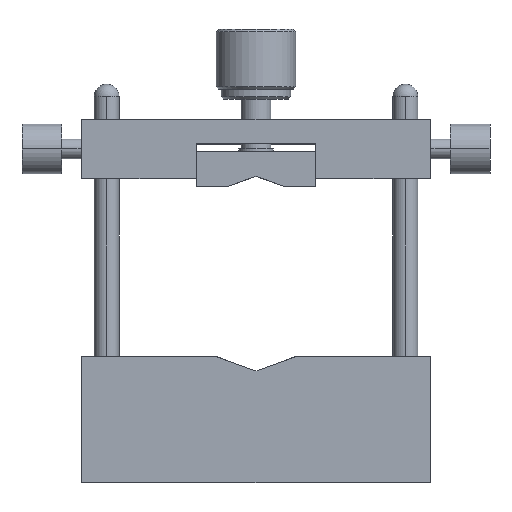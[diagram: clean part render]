
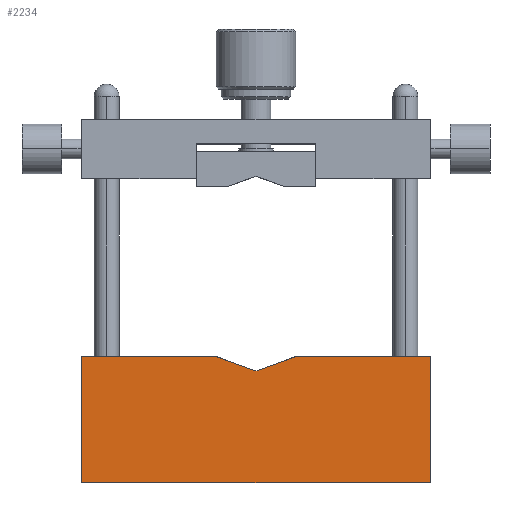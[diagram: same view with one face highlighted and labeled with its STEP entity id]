
A CAD part, top view. The second image highlights one B-rep face of the part: STEP entity #2234.
In plain terms, the highlighted planar face has unit normal (0, 0, 1).
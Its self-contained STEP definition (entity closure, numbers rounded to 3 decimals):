
#207 = VECTOR ( 'NONE', #4037, 1000. ) ;
#211 = VERTEX_POINT ( 'NONE', #4148 ) ;
#249 = CARTESIAN_POINT ( 'NONE',  ( -35., 25.4, 4.75 ) ) ;
#462 = VECTOR ( 'NONE', #2395, 1000. ) ;
#709 = VERTEX_POINT ( 'NONE', #3340 ) ;
#813 = CARTESIAN_POINT ( 'NONE',  ( -35., 25.4, 4.75 ) ) ;
#883 = CARTESIAN_POINT ( 'NONE',  ( 0., 22.4, 4.75 ) ) ;
#921 = EDGE_LOOP ( 'NONE', ( #2630, #4217, #2047, #2748, #4698, #3046, #2017 ) ) ;
#951 = EDGE_CURVE ( 'NONE', #1638, #2372, #4250, .T. ) ;
#1152 = VECTOR ( 'NONE', #4772, 1000. ) ;
#1253 = DIRECTION ( 'NONE',  ( 1., 0., 0. ) ) ;
#1334 = VECTOR ( 'NONE', #2855, 1000. ) ;
#1369 = CARTESIAN_POINT ( 'NONE',  ( 35., 25.4, 4.75 ) ) ;
#1385 = CARTESIAN_POINT ( 'NONE',  ( 8.242, 25.4, 4.75 ) ) ;
#1621 = EDGE_CURVE ( 'NONE', #2086, #4281, #1920, .T. ) ;
#1638 = VERTEX_POINT ( 'NONE', #883 ) ;
#1652 = PLANE ( 'NONE',  #4057 ) ;
#1653 = VECTOR ( 'NONE', #4623, 1000. ) ;
#1871 = CARTESIAN_POINT ( 'NONE',  ( 35., 0., 4.75 ) ) ;
#1920 = LINE ( 'NONE', #4650, #2613 ) ;
#1949 = CARTESIAN_POINT ( 'NONE',  ( -35., 0., 4.75 ) ) ;
#1965 = DIRECTION ( 'NONE',  ( 1., 0., 0. ) ) ;
#1989 = CARTESIAN_POINT ( 'NONE',  ( 0., 22.4, 4.75 ) ) ;
#2017 = ORIENTED_EDGE ( 'NONE', *, *, #4121, .F. ) ;
#2047 = ORIENTED_EDGE ( 'NONE', *, *, #951, .T. ) ;
#2054 = DIRECTION ( 'NONE',  ( -1., 0., 0. ) ) ;
#2073 = EDGE_CURVE ( 'NONE', #211, #2372, #2316, .T. ) ;
#2086 = VERTEX_POINT ( 'NONE', #1949 ) ;
#2112 = CARTESIAN_POINT ( 'NONE',  ( -8.242, 25.4, 4.75 ) ) ;
#2234 = ADVANCED_FACE ( 'NONE', ( #3441 ), #1652, .F. ) ;
#2303 = LINE ( 'NONE', #3569, #1334 ) ;
#2316 = LINE ( 'NONE', #813, #3804 ) ;
#2372 = VERTEX_POINT ( 'NONE', #2112 ) ;
#2395 = DIRECTION ( 'NONE',  ( -0.94, -0.342, 0. ) ) ;
#2613 = VECTOR ( 'NONE', #1253, 1000. ) ;
#2630 = ORIENTED_EDGE ( 'NONE', *, *, #4089, .F. ) ;
#2748 = ORIENTED_EDGE ( 'NONE', *, *, #2073, .F. ) ;
#2854 = LINE ( 'NONE', #1989, #462 ) ;
#2855 = DIRECTION ( 'NONE',  ( 1., 0., 0. ) ) ;
#3046 = ORIENTED_EDGE ( 'NONE', *, *, #1621, .T. ) ;
#3125 = CARTESIAN_POINT ( 'NONE',  ( 0., 22.4, 4.75 ) ) ;
#3172 = EDGE_CURVE ( 'NONE', #4835, #1638, #2854, .T. ) ;
#3185 = LINE ( 'NONE', #1369, #207 ) ;
#3340 = CARTESIAN_POINT ( 'NONE',  ( 35., 25.4, 4.75 ) ) ;
#3441 = FACE_OUTER_BOUND ( 'NONE', #921, .T. ) ;
#3497 = DIRECTION ( 'NONE',  ( 0., 0., -1. ) ) ;
#3569 = CARTESIAN_POINT ( 'NONE',  ( -35., 25.4, 4.75 ) ) ;
#3645 = EDGE_CURVE ( 'NONE', #211, #2086, #3941, .T. ) ;
#3804 = VECTOR ( 'NONE', #1965, 1000. ) ;
#3941 = LINE ( 'NONE', #249, #1152 ) ;
#4037 = DIRECTION ( 'NONE',  ( 0., -1., 0. ) ) ;
#4057 = AXIS2_PLACEMENT_3D ( 'NONE', #4290, #3497, #2054 ) ;
#4089 = EDGE_CURVE ( 'NONE', #4835, #709, #2303, .T. ) ;
#4121 = EDGE_CURVE ( 'NONE', #709, #4281, #3185, .T. ) ;
#4148 = CARTESIAN_POINT ( 'NONE',  ( -35., 25.4, 4.75 ) ) ;
#4217 = ORIENTED_EDGE ( 'NONE', *, *, #3172, .T. ) ;
#4250 = LINE ( 'NONE', #3125, #1653 ) ;
#4281 = VERTEX_POINT ( 'NONE', #1871 ) ;
#4290 = CARTESIAN_POINT ( 'NONE',  ( -35., 25.4, 4.75 ) ) ;
#4623 = DIRECTION ( 'NONE',  ( -0.94, 0.342, 0. ) ) ;
#4650 = CARTESIAN_POINT ( 'NONE',  ( -35., 0., 4.75 ) ) ;
#4698 = ORIENTED_EDGE ( 'NONE', *, *, #3645, .T. ) ;
#4772 = DIRECTION ( 'NONE',  ( 0., -1., 0. ) ) ;
#4835 = VERTEX_POINT ( 'NONE', #1385 ) ;
